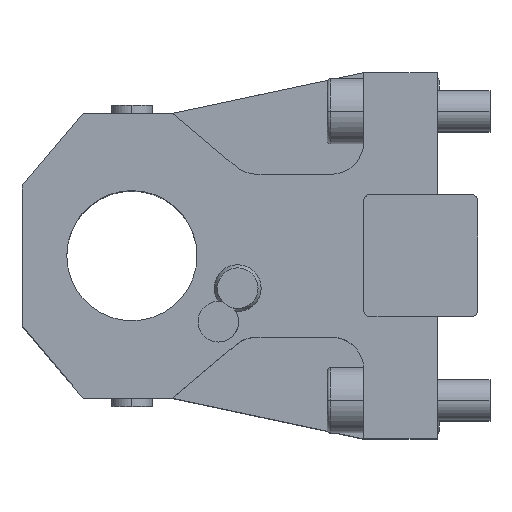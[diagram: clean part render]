
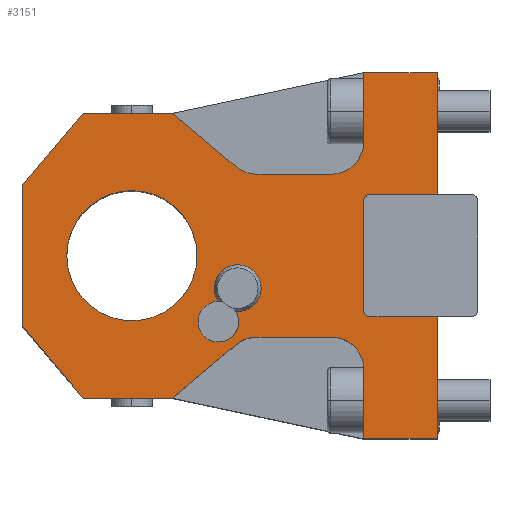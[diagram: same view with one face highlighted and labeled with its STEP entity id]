
A CAD part, top view. The second image highlights one B-rep face of the part: STEP entity #3151.
In plain terms, the highlighted planar face has unit normal (0, 0, 1).
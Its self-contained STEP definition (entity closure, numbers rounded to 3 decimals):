
#1=DIRECTION('',(-1.,0.,0.));
#2=VECTOR('',#1,16.5);
#3=CARTESIAN_POINT('',(0.,-15.,45.));
#4=LINE('',#3,#2);
#5=DIRECTION('',(0.,-1.,0.));
#6=VECTOR('',#5,30.);
#7=CARTESIAN_POINT('',(0.,-15.,45.));
#8=LINE('',#7,#6);
#9=DIRECTION('',(-1.,0.,0.));
#10=VECTOR('',#9,18.);
#11=CARTESIAN_POINT('',(0.,-45.,45.));
#12=LINE('',#11,#10);
#13=DIRECTION('',(0.,1.,0.));
#14=VECTOR('',#13,17.);
#15=CARTESIAN_POINT('',(-18.,-45.,45.));
#16=LINE('',#15,#14);
#17=CARTESIAN_POINT('',(-26.,-28.,45.));
#18=DIRECTION('',(0.,0.,1.));
#19=DIRECTION('',(1.,0.,0.));
#20=AXIS2_PLACEMENT_3D('',#17,#18,#19);
#22=DIRECTION('',(-1.,0.,0.));
#23=VECTOR('',#22,18.258);
#24=CARTESIAN_POINT('',(-26.,-20.,45.));
#25=LINE('',#24,#23);
#26=CARTESIAN_POINT('',(-44.258,-28.,45.));
#27=DIRECTION('',(0.,0.,1.));
#28=DIRECTION('',(0.,1.,0.));
#29=AXIS2_PLACEMENT_3D('',#26,#27,#28);
#31=DIRECTION('',(-0.766,-0.643,0.));
#32=VECTOR('',#31,20.424);
#33=CARTESIAN_POINT('',(-49.401,-21.872,45.));
#34=LINE('',#33,#32);
#35=DIRECTION('',(-1.,0.,0.));
#36=VECTOR('',#35,21.954);
#37=CARTESIAN_POINT('',(-65.046,-35.,45.));
#38=LINE('',#37,#36);
#39=DIRECTION('',(-0.643,0.766,0.));
#40=VECTOR('',#39,23.336);
#41=CARTESIAN_POINT('',(-87.,-35.,45.));
#42=LINE('',#41,#40);
#43=DIRECTION('',(0.,1.,0.));
#44=VECTOR('',#43,34.247);
#45=CARTESIAN_POINT('',(-102.,-17.124,45.));
#46=LINE('',#45,#44);
#47=DIRECTION('',(0.643,0.766,0.));
#48=VECTOR('',#47,23.336);
#49=CARTESIAN_POINT('',(-102.,17.124,45.));
#50=LINE('',#49,#48);
#51=DIRECTION('',(1.,0.,0.));
#52=VECTOR('',#51,21.954);
#53=CARTESIAN_POINT('',(-87.,35.,45.));
#54=LINE('',#53,#52);
#55=DIRECTION('',(0.766,-0.643,0.));
#56=VECTOR('',#55,20.424);
#57=CARTESIAN_POINT('',(-65.046,35.,45.));
#58=LINE('',#57,#56);
#59=CARTESIAN_POINT('',(-44.258,28.,45.));
#60=DIRECTION('',(0.,0.,1.));
#61=DIRECTION('',(-0.643,-0.766,0.));
#62=AXIS2_PLACEMENT_3D('',#59,#60,#61);
#64=DIRECTION('',(1.,0.,0.));
#65=VECTOR('',#64,18.258);
#66=CARTESIAN_POINT('',(-44.258,20.,45.));
#67=LINE('',#66,#65);
#68=CARTESIAN_POINT('',(-26.,28.,45.));
#69=DIRECTION('',(0.,0.,1.));
#70=DIRECTION('',(0.,-1.,0.));
#71=AXIS2_PLACEMENT_3D('',#68,#69,#70);
#73=DIRECTION('',(0.,-1.,0.));
#74=VECTOR('',#73,17.);
#75=CARTESIAN_POINT('',(-18.,45.,45.));
#76=LINE('',#75,#74);
#77=DIRECTION('',(1.,0.,0.));
#78=VECTOR('',#77,18.);
#79=CARTESIAN_POINT('',(-18.,45.,45.));
#80=LINE('',#79,#78);
#81=DIRECTION('',(0.,-1.,0.));
#82=VECTOR('',#81,30.);
#83=CARTESIAN_POINT('',(0.,45.,45.));
#84=LINE('',#83,#82);
#85=DIRECTION('',(-1.,0.,0.));
#86=VECTOR('',#85,16.5);
#87=CARTESIAN_POINT('',(0.,15.,45.));
#88=LINE('',#87,#86);
#89=CARTESIAN_POINT('',(-16.5,13.5,45.));
#90=DIRECTION('',(0.,0.,1.));
#91=DIRECTION('',(0.,1.,0.));
#92=AXIS2_PLACEMENT_3D('',#89,#90,#91);
#94=DIRECTION('',(0.,-1.,0.));
#95=VECTOR('',#94,27.);
#96=CARTESIAN_POINT('',(-18.,13.5,45.));
#97=LINE('',#96,#95);
#98=CARTESIAN_POINT('',(-16.5,-13.5,45.));
#99=DIRECTION('',(0.,0.,1.));
#100=DIRECTION('',(-1.,0.,0.));
#101=AXIS2_PLACEMENT_3D('',#98,#99,#100);
#103=CARTESIAN_POINT('',(-75.,0.,45.));
#104=DIRECTION('',(0.,0.,-1.));
#105=DIRECTION('',(0.,-1.,0.));
#106=AXIS2_PLACEMENT_3D('',#103,#104,#105);
#108=CARTESIAN_POINT('',(-75.,0.,45.));
#109=DIRECTION('',(0.,0.,-1.));
#110=DIRECTION('',(0.,1.,0.));
#111=AXIS2_PLACEMENT_3D('',#108,#109,#110);
#113=CARTESIAN_POINT('',(-49.,-8.,45.));
#114=DIRECTION('',(0.,0.,-1.));
#115=DIRECTION('',(0.,-1.,0.));
#116=AXIS2_PLACEMENT_3D('',#113,#114,#115);
#118=CARTESIAN_POINT('',(-49.,-8.,45.));
#119=DIRECTION('',(0.,0.,-1.));
#120=DIRECTION('',(0.,1.,0.));
#121=AXIS2_PLACEMENT_3D('',#118,#119,#120);
#123=CARTESIAN_POINT('',(-53.75,-16.227,45.));
#124=DIRECTION('',(0.,0.,-1.));
#125=DIRECTION('',(0.,-1.,0.));
#126=AXIS2_PLACEMENT_3D('',#123,#124,#125);
#128=CARTESIAN_POINT('',(-53.75,-16.227,45.));
#129=DIRECTION('',(0.,0.,-1.));
#130=DIRECTION('',(0.,1.,0.));
#131=AXIS2_PLACEMENT_3D('',#128,#129,#130);
#2403=CARTESIAN_POINT('',(-87.,-35.,45.));
#2404=CARTESIAN_POINT('',(-102.,-17.124,45.));
#2405=VERTEX_POINT('',#2403);
#2406=VERTEX_POINT('',#2404);
#2407=CARTESIAN_POINT('',(-102.,17.124,45.));
#2408=VERTEX_POINT('',#2407);
#2409=CARTESIAN_POINT('',(-87.,35.,45.));
#2410=VERTEX_POINT('',#2409);
#2419=CARTESIAN_POINT('',(0.,45.,45.));
#2421=VERTEX_POINT('',#2419);
#2423=CARTESIAN_POINT('',(0.,-45.,45.));
#2425=VERTEX_POINT('',#2423);
#2435=CARTESIAN_POINT('',(-75.,-16.,45.));
#2436=CARTESIAN_POINT('',(-75.,16.,45.));
#2437=VERTEX_POINT('',#2435);
#2438=VERTEX_POINT('',#2436);
#2451=CARTESIAN_POINT('',(-44.258,20.,45.));
#2452=CARTESIAN_POINT('',(-26.,20.,45.));
#2453=VERTEX_POINT('',#2451);
#2454=VERTEX_POINT('',#2452);
#2455=CARTESIAN_POINT('',(-18.,28.,45.));
#2456=VERTEX_POINT('',#2455);
#2457=CARTESIAN_POINT('',(-18.,45.,45.));
#2458=VERTEX_POINT('',#2457);
#2459=CARTESIAN_POINT('',(-65.046,35.,45.));
#2460=CARTESIAN_POINT('',(-49.401,21.872,45.));
#2461=VERTEX_POINT('',#2459);
#2462=VERTEX_POINT('',#2460);
#2475=CARTESIAN_POINT('',(-44.258,-20.,45.));
#2476=CARTESIAN_POINT('',(-49.401,-21.872,45.));
#2477=VERTEX_POINT('',#2475);
#2478=VERTEX_POINT('',#2476);
#2479=CARTESIAN_POINT('',(-65.046,-35.,45.));
#2480=VERTEX_POINT('',#2479);
#2481=CARTESIAN_POINT('',(-18.,-45.,45.));
#2482=CARTESIAN_POINT('',(-18.,-28.,45.));
#2483=VERTEX_POINT('',#2481);
#2484=VERTEX_POINT('',#2482);
#2485=CARTESIAN_POINT('',(-26.,-20.,45.));
#2486=VERTEX_POINT('',#2485);
#2707=CARTESIAN_POINT('',(-49.,-13.754,45.));
#2708=CARTESIAN_POINT('',(-49.,-2.246,45.));
#2709=VERTEX_POINT('',#2707);
#2710=VERTEX_POINT('',#2708);
#2733=CARTESIAN_POINT('',(-53.75,-19.027,45.));
#2734=CARTESIAN_POINT('',(-53.75,-13.427,45.));
#2735=VERTEX_POINT('',#2733);
#2736=VERTEX_POINT('',#2734);
#2779=CARTESIAN_POINT('',(0.,-15.,45.));
#2780=CARTESIAN_POINT('',(-16.5,-15.,45.));
#2781=VERTEX_POINT('',#2779);
#2782=VERTEX_POINT('',#2780);
#2783=CARTESIAN_POINT('',(0.,15.,45.));
#2784=CARTESIAN_POINT('',(-16.5,15.,45.));
#2785=VERTEX_POINT('',#2783);
#2786=VERTEX_POINT('',#2784);
#2787=CARTESIAN_POINT('',(-18.,13.5,45.));
#2788=CARTESIAN_POINT('',(-18.,-13.5,45.));
#2789=VERTEX_POINT('',#2787);
#2790=VERTEX_POINT('',#2788);
#3078=CARTESIAN_POINT('',(0.,0.,45.));
#3079=DIRECTION('',(0.,0.,-1.));
#3080=DIRECTION('',(0.,-1.,0.));
#3081=AXIS2_PLACEMENT_3D('',#3078,#3079,#3080);
#3082=PLANE('',#3081);
#3084=ORIENTED_EDGE('',*,*,#3083,.F.);
#3086=ORIENTED_EDGE('',*,*,#3085,.T.);
#3088=ORIENTED_EDGE('',*,*,#3087,.T.);
#3090=ORIENTED_EDGE('',*,*,#3089,.T.);
#3092=ORIENTED_EDGE('',*,*,#3091,.T.);
#3094=ORIENTED_EDGE('',*,*,#3093,.T.);
#3096=ORIENTED_EDGE('',*,*,#3095,.T.);
#3098=ORIENTED_EDGE('',*,*,#3097,.T.);
#3100=ORIENTED_EDGE('',*,*,#3099,.T.);
#3102=ORIENTED_EDGE('',*,*,#3101,.T.);
#3104=ORIENTED_EDGE('',*,*,#3103,.T.);
#3106=ORIENTED_EDGE('',*,*,#3105,.T.);
#3108=ORIENTED_EDGE('',*,*,#3107,.T.);
#3110=ORIENTED_EDGE('',*,*,#3109,.T.);
#3112=ORIENTED_EDGE('',*,*,#3111,.T.);
#3114=ORIENTED_EDGE('',*,*,#3113,.T.);
#3116=ORIENTED_EDGE('',*,*,#3115,.T.);
#3118=ORIENTED_EDGE('',*,*,#3117,.F.);
#3120=ORIENTED_EDGE('',*,*,#3119,.T.);
#3122=ORIENTED_EDGE('',*,*,#3121,.T.);
#3124=ORIENTED_EDGE('',*,*,#3123,.T.);
#3126=ORIENTED_EDGE('',*,*,#3125,.T.);
#3128=ORIENTED_EDGE('',*,*,#3127,.T.);
#3130=ORIENTED_EDGE('',*,*,#3129,.T.);
#3131=EDGE_LOOP('',(#3084,#3086,#3088,#3090,#3092,#3094,#3096,#3098,#3100,#3102,
#3104,#3106,#3108,#3110,#3112,#3114,#3116,#3118,#3120,#3122,#3124,#3126,#3128,
#3130));
#3132=FACE_OUTER_BOUND('',#3131,.F.);
#3134=ORIENTED_EDGE('',*,*,#3133,.F.);
#3136=ORIENTED_EDGE('',*,*,#3135,.F.);
#3137=EDGE_LOOP('',(#3134,#3136));
#3138=FACE_BOUND('',#3137,.F.);
#3140=ORIENTED_EDGE('',*,*,#3139,.F.);
#3142=ORIENTED_EDGE('',*,*,#3141,.F.);
#3143=EDGE_LOOP('',(#3140,#3142));
#3144=FACE_BOUND('',#3143,.F.);
#3146=ORIENTED_EDGE('',*,*,#3145,.F.);
#3148=ORIENTED_EDGE('',*,*,#3147,.F.);
#3149=EDGE_LOOP('',(#3146,#3148));
#3150=FACE_BOUND('',#3149,.F.);
#3151=ADVANCED_FACE('',(#3132,#3138,#3144,#3150),#3082,.F.);
#21=CIRCLE('',#20,8.);
#30=CIRCLE('',#29,8.);
#63=CIRCLE('',#62,8.);
#72=CIRCLE('',#71,8.);
#93=CIRCLE('',#92,1.5);
#102=CIRCLE('',#101,1.5);
#107=CIRCLE('',#106,16.);
#112=CIRCLE('',#111,16.);
#117=CIRCLE('',#116,5.754);
#122=CIRCLE('',#121,5.754);
#127=CIRCLE('',#126,2.8);
#132=CIRCLE('',#131,2.8);
#3083=EDGE_CURVE('',#2781,#2782,#4,.T.);
#3085=EDGE_CURVE('',#2781,#2425,#8,.T.);
#3087=EDGE_CURVE('',#2425,#2483,#12,.T.);
#3089=EDGE_CURVE('',#2483,#2484,#16,.T.);
#3091=EDGE_CURVE('',#2484,#2486,#21,.T.);
#3093=EDGE_CURVE('',#2486,#2477,#25,.T.);
#3095=EDGE_CURVE('',#2477,#2478,#30,.T.);
#3097=EDGE_CURVE('',#2478,#2480,#34,.T.);
#3099=EDGE_CURVE('',#2480,#2405,#38,.T.);
#3101=EDGE_CURVE('',#2405,#2406,#42,.T.);
#3103=EDGE_CURVE('',#2406,#2408,#46,.T.);
#3105=EDGE_CURVE('',#2408,#2410,#50,.T.);
#3107=EDGE_CURVE('',#2410,#2461,#54,.T.);
#3109=EDGE_CURVE('',#2461,#2462,#58,.T.);
#3111=EDGE_CURVE('',#2462,#2453,#63,.T.);
#3113=EDGE_CURVE('',#2453,#2454,#67,.T.);
#3115=EDGE_CURVE('',#2454,#2456,#72,.T.);
#3117=EDGE_CURVE('',#2458,#2456,#76,.T.);
#3119=EDGE_CURVE('',#2458,#2421,#80,.T.);
#3121=EDGE_CURVE('',#2421,#2785,#84,.T.);
#3123=EDGE_CURVE('',#2785,#2786,#88,.T.);
#3125=EDGE_CURVE('',#2786,#2789,#93,.T.);
#3127=EDGE_CURVE('',#2789,#2790,#97,.T.);
#3129=EDGE_CURVE('',#2790,#2782,#102,.T.);
#3133=EDGE_CURVE('',#2437,#2438,#107,.T.);
#3135=EDGE_CURVE('',#2438,#2437,#112,.T.);
#3139=EDGE_CURVE('',#2709,#2710,#117,.T.);
#3141=EDGE_CURVE('',#2710,#2709,#122,.T.);
#3145=EDGE_CURVE('',#2735,#2736,#127,.T.);
#3147=EDGE_CURVE('',#2736,#2735,#132,.T.);
